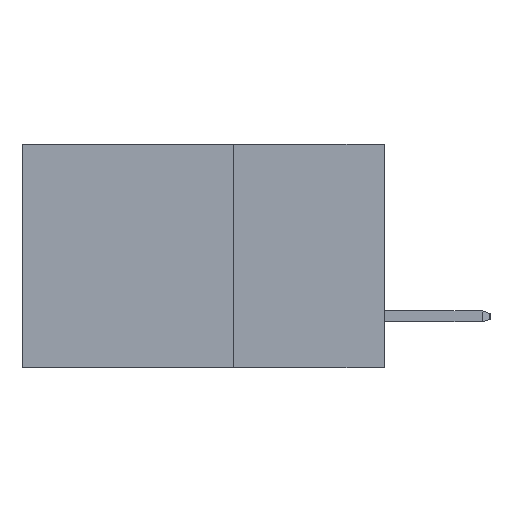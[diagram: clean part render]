
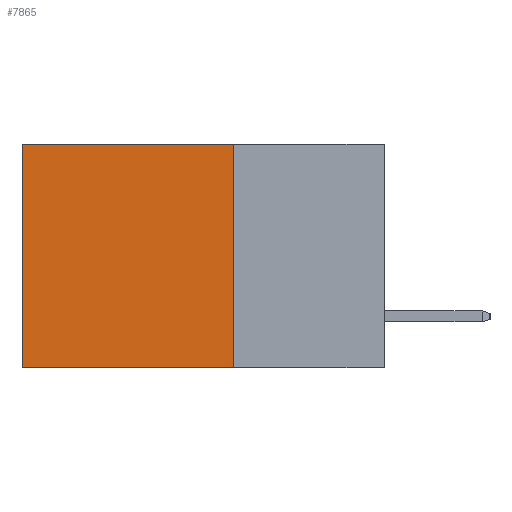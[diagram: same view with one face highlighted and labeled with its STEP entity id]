
A CAD part, left-side view. The second image highlights one B-rep face of the part: STEP entity #7865.
In plain terms, the highlighted planar face has unit normal (-1, 0, 0).
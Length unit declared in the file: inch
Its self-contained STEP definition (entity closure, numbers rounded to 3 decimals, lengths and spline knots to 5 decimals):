
#529 = EDGE_CURVE ( 'NONE', #10669, #1298, #9558, .T. ) ;
#1298 = VERTEX_POINT ( 'NONE', #10085 ) ;
#1401 = AXIS2_PLACEMENT_3D ( 'NONE', #7638, #7616, #7595 ) ;
#1804 = EDGE_CURVE ( 'NONE', #1915, #7276, #10964, .T. ) ;
#1915 = VERTEX_POINT ( 'NONE', #12403 ) ;
#2794 = VECTOR ( 'NONE', #11223, 39.37008 ) ;
#3036 = ORIENTED_EDGE ( 'NONE', *, *, #1804, .F. ) ;
#3877 = CARTESIAN_POINT ( 'NONE',  ( 0.298, 0.25, 0. ) ) ;
#4411 = ORIENTED_EDGE ( 'NONE', *, *, #7824, .F. ) ;
#4668 = FACE_OUTER_BOUND ( 'NONE', #19268, .T. ) ;
#4980 = VECTOR ( 'NONE', #14029, 39.37008 ) ;
#7276 = VERTEX_POINT ( 'NONE', #12824 ) ;
#7595 = DIRECTION ( 'NONE',  ( 0., 0., -1. ) ) ;
#7616 = DIRECTION ( 'NONE',  ( 1., 0., 0. ) ) ;
#7638 = CARTESIAN_POINT ( 'NONE',  ( 0.298, 0.25, 0. ) ) ;
#7797 = PLANE ( 'NONE',  #1401 ) ;
#7824 = EDGE_CURVE ( 'NONE', #7276, #1298, #13355, .T. ) ;
#7865 = ADVANCED_FACE ( 'NONE', ( #4668 ), #7797, .F. ) ;
#8012 = CARTESIAN_POINT ( 'NONE',  ( 0.298, 0.25, -0.37 ) ) ;
#8083 = DIRECTION ( 'NONE',  ( 0., 1., 0. ) ) ;
#9272 = DIRECTION ( 'NONE',  ( 0., 1., 0. ) ) ;
#9558 = LINE ( 'NONE', #13943, #4980 ) ;
#10085 = CARTESIAN_POINT ( 'NONE',  ( 0.298, 0.6, -0.37 ) ) ;
#10563 = CARTESIAN_POINT ( 'NONE',  ( 0.298, 0.6, 0. ) ) ;
#10669 = VERTEX_POINT ( 'NONE', #10563 ) ;
#10964 = LINE ( 'NONE', #3877, #2794 ) ;
#11223 = DIRECTION ( 'NONE',  ( 0., 0., -1. ) ) ;
#12396 = CARTESIAN_POINT ( 'NONE',  ( 0.298, 0.25, 0. ) ) ;
#12403 = CARTESIAN_POINT ( 'NONE',  ( 0.298, 0.25, 0. ) ) ;
#12824 = CARTESIAN_POINT ( 'NONE',  ( 0.298, 0.25, -0.37 ) ) ;
#13355 = LINE ( 'NONE', #8012, #17232 ) ;
#13943 = CARTESIAN_POINT ( 'NONE',  ( 0.298, 0.6, 0. ) ) ;
#14029 = DIRECTION ( 'NONE',  ( 0., 0., -1. ) ) ;
#14900 = EDGE_CURVE ( 'NONE', #1915, #10669, #16221, .T. ) ;
#16045 = ORIENTED_EDGE ( 'NONE', *, *, #14900, .T. ) ;
#16221 = LINE ( 'NONE', #12396, #19589 ) ;
#17232 = VECTOR ( 'NONE', #8083, 39.37008 ) ;
#17325 = ORIENTED_EDGE ( 'NONE', *, *, #529, .T. ) ;
#19268 = EDGE_LOOP ( 'NONE', ( #17325, #4411, #3036, #16045 ) ) ;
#19589 = VECTOR ( 'NONE', #9272, 39.37008 ) ;
